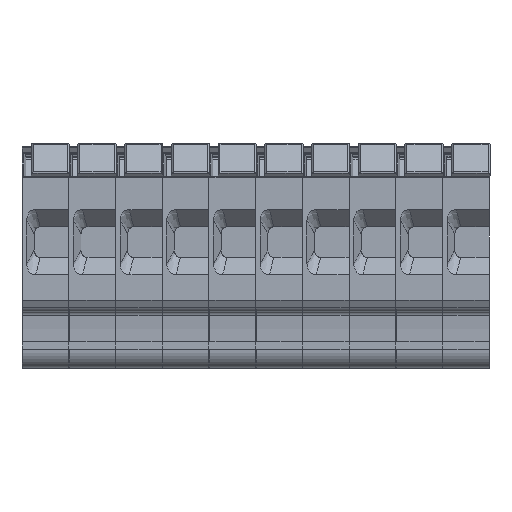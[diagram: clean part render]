
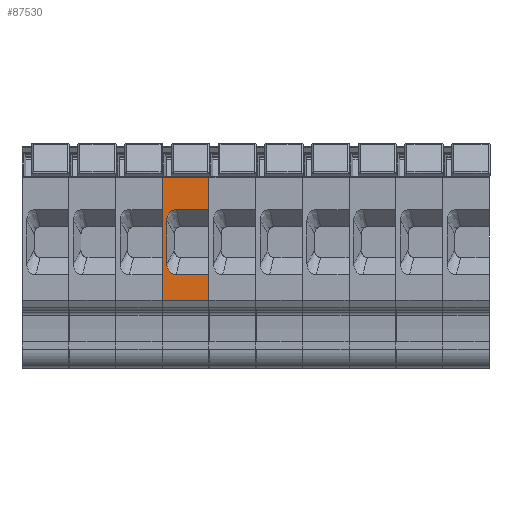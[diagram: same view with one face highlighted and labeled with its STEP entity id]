
A CAD part, front view. The second image highlights one B-rep face of the part: STEP entity #87530.
In plain terms, the highlighted planar face has unit normal (0, -1, 0).
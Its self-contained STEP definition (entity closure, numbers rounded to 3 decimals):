
#87425=AXIS2_PLACEMENT_3D('Plane Axis2P3D',#87422,#87423,#87424) ;
#87394=CARTESIAN_POINT('Vertex',(18.3,1.15,8.903)) ;
#87406=CARTESIAN_POINT('Vertex',(24.4,1.15,8.903)) ;
#87409=CARTESIAN_POINT('Line Origine',(21.35,1.15,8.903)) ;
#87422=CARTESIAN_POINT('Axis2P3D Location',(18.3,1.15,25.)) ;
#87427=CARTESIAN_POINT('Line Origine',(18.3,1.15,16.951)) ;
#87431=CARTESIAN_POINT('Vertex',(18.3,1.15,25.)) ;
#87434=CARTESIAN_POINT('Line Origine',(24.4,1.15,10.576)) ;
#87438=CARTESIAN_POINT('Vertex',(24.4,1.15,12.25)) ;
#87441=CARTESIAN_POINT('Line Origine',(22.234,1.15,12.25)) ;
#87445=CARTESIAN_POINT('Vertex',(20.068,1.15,12.25)) ;
#87449=CARTESIAN_POINT('Control Point',(18.9,1.15,13.71)) ;
#87450=CARTESIAN_POINT('Control Point',(18.9,1.15,13.619)) ;
#87451=CARTESIAN_POINT('Control Point',(18.905,1.15,13.527)) ;
#87452=CARTESIAN_POINT('Control Point',(18.916,1.15,13.434)) ;
#87453=CARTESIAN_POINT('Control Point',(18.953,1.15,13.217)) ;
#87454=CARTESIAN_POINT('Control Point',(19.026,1.15,12.998)) ;
#87455=CARTESIAN_POINT('Control Point',(19.081,1.15,12.874)) ;
#87456=CARTESIAN_POINT('Control Point',(19.193,1.15,12.686)) ;
#87457=CARTESIAN_POINT('Control Point',(19.357,1.15,12.518)) ;
#87458=CARTESIAN_POINT('Control Point',(19.421,1.15,12.463)) ;
#87459=CARTESIAN_POINT('Control Point',(19.557,1.15,12.37)) ;
#87460=CARTESIAN_POINT('Control Point',(19.711,1.15,12.305)) ;
#87461=CARTESIAN_POINT('Control Point',(19.787,1.15,12.282)) ;
#87462=CARTESIAN_POINT('Control Point',(19.89,1.15,12.261)) ;
#87463=CARTESIAN_POINT('Control Point',(19.991,1.15,12.252)) ;
#87464=CARTESIAN_POINT('Control Point',(20.017,1.15,12.251)) ;
#87465=CARTESIAN_POINT('Control Point',(20.042,1.15,12.25)) ;
#87466=CARTESIAN_POINT('Control Point',(20.068,1.15,12.25)) ;
#87467=CARTESIAN_POINT('Vertex',(18.9,1.15,13.71)) ;
#87470=CARTESIAN_POINT('Line Origine',(18.9,1.15,16.5)) ;
#87474=CARTESIAN_POINT('Vertex',(18.9,1.15,19.29)) ;
#87478=CARTESIAN_POINT('Control Point',(18.9,1.15,19.29)) ;
#87479=CARTESIAN_POINT('Control Point',(18.9,1.15,19.381)) ;
#87480=CARTESIAN_POINT('Control Point',(18.905,1.15,19.473)) ;
#87481=CARTESIAN_POINT('Control Point',(18.916,1.15,19.566)) ;
#87482=CARTESIAN_POINT('Control Point',(18.953,1.15,19.783)) ;
#87483=CARTESIAN_POINT('Control Point',(19.026,1.15,20.002)) ;
#87484=CARTESIAN_POINT('Control Point',(19.081,1.15,20.126)) ;
#87485=CARTESIAN_POINT('Control Point',(19.193,1.15,20.314)) ;
#87486=CARTESIAN_POINT('Control Point',(19.357,1.15,20.482)) ;
#87487=CARTESIAN_POINT('Control Point',(19.421,1.15,20.537)) ;
#87488=CARTESIAN_POINT('Control Point',(19.557,1.15,20.63)) ;
#87489=CARTESIAN_POINT('Control Point',(19.711,1.15,20.695)) ;
#87490=CARTESIAN_POINT('Control Point',(19.787,1.15,20.718)) ;
#87491=CARTESIAN_POINT('Control Point',(19.89,1.15,20.739)) ;
#87492=CARTESIAN_POINT('Control Point',(19.991,1.15,20.748)) ;
#87493=CARTESIAN_POINT('Control Point',(20.017,1.15,20.749)) ;
#87494=CARTESIAN_POINT('Control Point',(20.042,1.15,20.75)) ;
#87495=CARTESIAN_POINT('Control Point',(20.068,1.15,20.75)) ;
#87496=CARTESIAN_POINT('Vertex',(20.068,1.15,20.75)) ;
#87499=CARTESIAN_POINT('Line Origine',(22.234,1.15,20.75)) ;
#87503=CARTESIAN_POINT('Vertex',(24.4,1.15,20.75)) ;
#87506=CARTESIAN_POINT('Line Origine',(24.4,1.15,22.875)) ;
#87510=CARTESIAN_POINT('Vertex',(24.4,1.15,25.)) ;
#87513=CARTESIAN_POINT('Line Origine',(21.35,1.15,25.)) ;
#87410=DIRECTION('Vector Direction',(-1.,0.,0.)) ;
#87423=DIRECTION('Axis2P3D Direction',(0.,-1.,0.)) ;
#87424=DIRECTION('Axis2P3D XDirection',(0.,0.,-1.)) ;
#87428=DIRECTION('Vector Direction',(0.,0.,-1.)) ;
#87435=DIRECTION('Vector Direction',(0.,0.,-1.)) ;
#87442=DIRECTION('Vector Direction',(-1.,0.,0.)) ;
#87471=DIRECTION('Vector Direction',(0.,0.,1.)) ;
#87500=DIRECTION('Vector Direction',(-1.,0.,0.)) ;
#87507=DIRECTION('Vector Direction',(0.,0.,-1.)) ;
#87514=DIRECTION('Vector Direction',(-1.,0.,0.)) ;
#87411=VECTOR('Line Direction',#87410,1.) ;
#87429=VECTOR('Line Direction',#87428,1.) ;
#87436=VECTOR('Line Direction',#87435,1.) ;
#87443=VECTOR('Line Direction',#87442,1.) ;
#87472=VECTOR('Line Direction',#87471,1.) ;
#87501=VECTOR('Line Direction',#87500,1.) ;
#87508=VECTOR('Line Direction',#87507,1.) ;
#87515=VECTOR('Line Direction',#87514,1.) ;
#87519=ORIENTED_EDGE('',*,*,#87433,.T.) ;
#87520=ORIENTED_EDGE('',*,*,#87413,.F.) ;
#87521=ORIENTED_EDGE('',*,*,#87440,.T.) ;
#87522=ORIENTED_EDGE('',*,*,#87447,.F.) ;
#87523=ORIENTED_EDGE('',*,*,#87469,.T.) ;
#87524=ORIENTED_EDGE('',*,*,#87476,.F.) ;
#87525=ORIENTED_EDGE('',*,*,#87498,.T.) ;
#87526=ORIENTED_EDGE('',*,*,#87505,.F.) ;
#87527=ORIENTED_EDGE('',*,*,#87512,.T.) ;
#87528=ORIENTED_EDGE('',*,*,#87517,.T.) ;
#87530=ADVANCED_FACE('70377_KLTR_AKZ4_TP1_V0',(#87529),#87426,.T.) ;
#87448=B_SPLINE_CURVE_WITH_KNOTS('',5,(#87449,#87450,#87451,#87452,#87453,#87454,#87455,#87456,#87457,#87458,#87459,#87460,#87461,#87462,#87463,#87464,#87465,#87466),.UNSPECIFIED.,.F.,.U.,(6,3,3,3,3,6),(0.,0.742,1.706,2.219,2.691,2.854),.UNSPECIFIED.) ;
#87477=B_SPLINE_CURVE_WITH_KNOTS('',5,(#87478,#87479,#87480,#87481,#87482,#87483,#87484,#87485,#87486,#87487,#87488,#87489,#87490,#87491,#87492,#87493,#87494,#87495),.UNSPECIFIED.,.F.,.U.,(6,3,3,3,3,6),(0.,0.742,1.706,2.219,2.691,2.853),.UNSPECIFIED.) ;
#87413=EDGE_CURVE('',#87407,#87395,#87412,.T.) ;
#87433=EDGE_CURVE('',#87432,#87395,#87430,.T.) ;
#87440=EDGE_CURVE('',#87407,#87439,#87437,.F.) ;
#87447=EDGE_CURVE('',#87446,#87439,#87444,.F.) ;
#87469=EDGE_CURVE('',#87446,#87468,#87448,.F.) ;
#87476=EDGE_CURVE('',#87475,#87468,#87473,.F.) ;
#87498=EDGE_CURVE('',#87475,#87497,#87477,.T.) ;
#87505=EDGE_CURVE('',#87504,#87497,#87502,.T.) ;
#87512=EDGE_CURVE('',#87504,#87511,#87509,.F.) ;
#87517=EDGE_CURVE('',#87511,#87432,#87516,.T.) ;
#87518=EDGE_LOOP('',(#87519,#87520,#87521,#87522,#87523,#87524,#87525,#87526,#87527,#87528)) ;
#87529=FACE_OUTER_BOUND('',#87518,.T.) ;
#87412=LINE('Line',#87409,#87411) ;
#87430=LINE('Line',#87427,#87429) ;
#87437=LINE('Line',#87434,#87436) ;
#87444=LINE('Line',#87441,#87443) ;
#87473=LINE('Line',#87470,#87472) ;
#87502=LINE('Line',#87499,#87501) ;
#87509=LINE('Line',#87506,#87508) ;
#87516=LINE('Line',#87513,#87515) ;
#87426=PLANE('',#87425) ;
#87395=VERTEX_POINT('',#87394) ;
#87407=VERTEX_POINT('',#87406) ;
#87432=VERTEX_POINT('',#87431) ;
#87439=VERTEX_POINT('',#87438) ;
#87446=VERTEX_POINT('',#87445) ;
#87468=VERTEX_POINT('',#87467) ;
#87475=VERTEX_POINT('',#87474) ;
#87497=VERTEX_POINT('',#87496) ;
#87504=VERTEX_POINT('',#87503) ;
#87511=VERTEX_POINT('',#87510) ;
